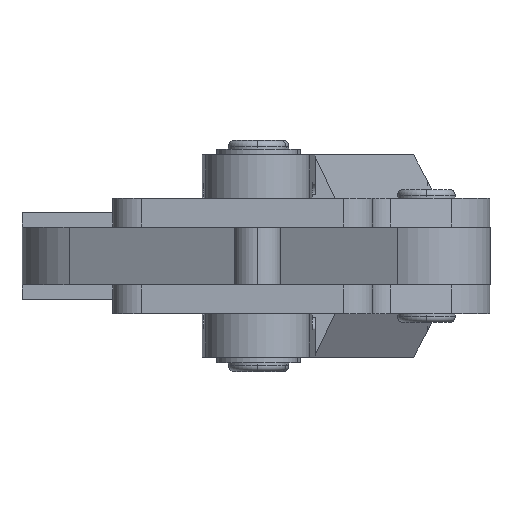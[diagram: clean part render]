
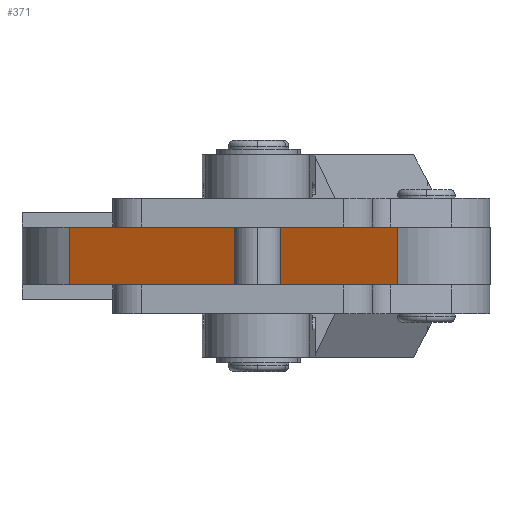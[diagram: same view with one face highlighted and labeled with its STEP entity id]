
A CAD part, front view. The second image highlights one B-rep face of the part: STEP entity #371.
In plain terms, the highlighted planar face has unit normal (-0.454, -0.891, 0).
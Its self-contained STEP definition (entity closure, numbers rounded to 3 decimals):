
#371 = ADVANCED_FACE ( 'NONE', ( #12297 ), #25899, .F. ) ;
#702 = CARTESIAN_POINT ( 'NONE',  ( 8.19, -80.852, 5. ) ) ;
#706 = DIRECTION ( 'NONE',  ( -0.891, 0.454, 0. ) ) ;
#707 = CARTESIAN_POINT ( 'NONE',  ( 8.19, -80.852, -5. ) ) ;
#708 = DIRECTION ( 'NONE',  ( 0.891, -0.454, 0. ) ) ;
#2919 = EDGE_LOOP ( 'NONE', ( #11405, #6541, #6341, #6374 ) ) ;
#3468 = CARTESIAN_POINT ( 'NONE',  ( 8.19, -80.852, 7.5 ) ) ;
#3473 = DIRECTION ( 'NONE',  ( 0., 0., -1. ) ) ;
#3478 = CARTESIAN_POINT ( 'NONE',  ( 65.006, -109.801, 7.5 ) ) ;
#3479 = DIRECTION ( 'NONE',  ( 0., 0., -1. ) ) ;
#6341 = ORIENTED_EDGE ( 'NONE', *, *, #17639, .T. ) ;
#6374 = ORIENTED_EDGE ( 'NONE', *, *, #17651, .T. ) ;
#6541 = ORIENTED_EDGE ( 'NONE', *, *, #17648, .T. ) ;
#8022 = LINE ( 'NONE', #3468, #8027 ) ;
#8026 = LINE ( 'NONE', #702, #8033 ) ;
#8027 = VECTOR ( 'NONE', #3473, 1000. ) ;
#8029 = LINE ( 'NONE', #3478, #8031 ) ;
#8031 = VECTOR ( 'NONE', #3479, 1000. ) ;
#8032 = LINE ( 'NONE', #707, #8035 ) ;
#8033 = VECTOR ( 'NONE', #706, 1000. ) ;
#8035 = VECTOR ( 'NONE', #708, 1000. ) ;
#11405 = ORIENTED_EDGE ( 'NONE', *, *, #17646, .F. ) ;
#12297 = FACE_OUTER_BOUND ( 'NONE', #2919, .T. ) ;
#15831 = AXIS2_PLACEMENT_3D ( 'NONE', #25894, #25902, #25903 ) ;
#17096 = CARTESIAN_POINT ( 'NONE',  ( 65.006, -109.801, 5. ) ) ;
#17127 = CARTESIAN_POINT ( 'NONE',  ( 8.19, -80.852, -5. ) ) ;
#17139 = CARTESIAN_POINT ( 'NONE',  ( 8.19, -80.852, 5. ) ) ;
#17215 = CARTESIAN_POINT ( 'NONE',  ( 65.006, -109.801, -5. ) ) ;
#17639 = EDGE_CURVE ( 'NONE', #24275, #24234, #8022, .T. ) ;
#17646 = EDGE_CURVE ( 'NONE', #24073, #24597, #8029, .T. ) ;
#17648 = EDGE_CURVE ( 'NONE', #24073, #24275, #8026, .T. ) ;
#17651 = EDGE_CURVE ( 'NONE', #24234, #24597, #8032, .T. ) ;
#24073 = VERTEX_POINT ( 'NONE', #17096 ) ;
#24234 = VERTEX_POINT ( 'NONE', #17127 ) ;
#24275 = VERTEX_POINT ( 'NONE', #17139 ) ;
#24597 = VERTEX_POINT ( 'NONE', #17215 ) ;
#25894 = CARTESIAN_POINT ( 'NONE',  ( 8.19, -80.852, 7.5 ) ) ;
#25899 = PLANE ( 'NONE',  #15831 ) ;
#25902 = DIRECTION ( 'NONE',  ( 0.454, 0.891, 0. ) ) ;
#25903 = DIRECTION ( 'NONE',  ( -0.891, 0.454, 0. ) ) ;
